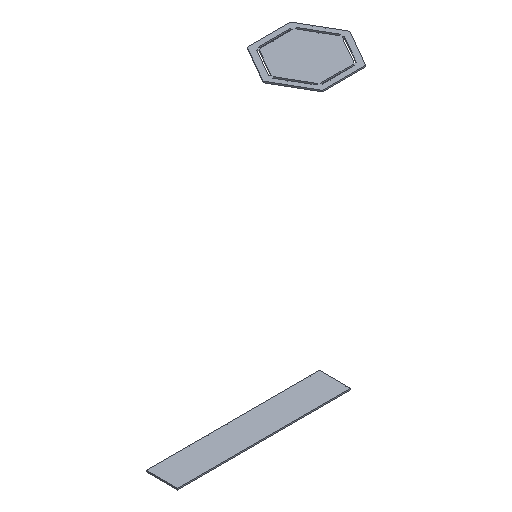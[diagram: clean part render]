
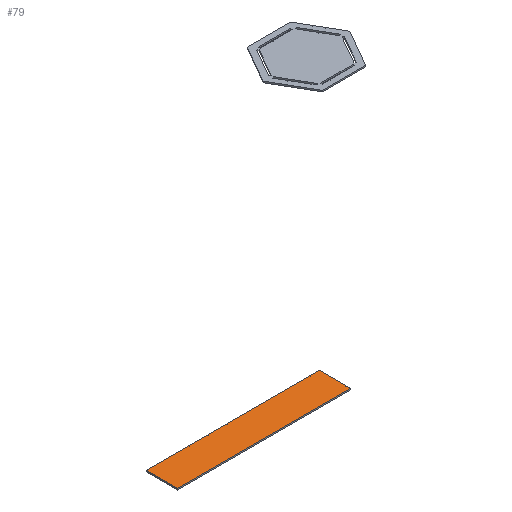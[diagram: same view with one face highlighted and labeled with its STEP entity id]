
A CAD part, isometric view. The second image highlights one B-rep face of the part: STEP entity #79.
In plain terms, the highlighted planar face has unit normal (0, 0, 1).
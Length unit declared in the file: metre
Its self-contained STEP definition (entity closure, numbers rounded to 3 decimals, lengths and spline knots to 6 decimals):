
#79 = ADVANCED_FACE( '', ( #182 ), #183, .T. );
#182 = FACE_OUTER_BOUND( '', #320, .T. );
#183 = PLANE( '', #321 );
#320 = EDGE_LOOP( '', ( #477, #478, #479, #480 ) );
#321 = AXIS2_PLACEMENT_3D( '', #481, #482, #483 );
#477 = ORIENTED_EDGE( '', *, *, #814, .F. );
#478 = ORIENTED_EDGE( '', *, *, #815, .T. );
#479 = ORIENTED_EDGE( '', *, *, #816, .T. );
#480 = ORIENTED_EDGE( '', *, *, #817, .F. );
#481 = CARTESIAN_POINT( '', ( -0.650045, -0.542979, 0.0025 ) );
#482 = DIRECTION( '', ( 0., 0., 1. ) );
#483 = DIRECTION( '', ( 1., 0., 0. ) );
#814 = EDGE_CURVE( '', #976, #977, #978, .T. );
#815 = EDGE_CURVE( '', #976, #979, #980, .T. );
#816 = EDGE_CURVE( '', #979, #981, #982, .T. );
#817 = EDGE_CURVE( '', #977, #981, #983, .T. );
#976 = VERTEX_POINT( '', #1207 );
#977 = VERTEX_POINT( '', #1208 );
#978 = LINE( '', #1209, #1210 );
#979 = VERTEX_POINT( '', #1211 );
#980 = LINE( '', #1212, #1213 );
#981 = VERTEX_POINT( '', #1214 );
#982 = LINE( '', #1215, #1216 );
#983 = LINE( '', #1217, #1218 );
#1207 = CARTESIAN_POINT( '', ( -0.810045, -0.513979, 0.0025 ) );
#1208 = CARTESIAN_POINT( '', ( -0.490045, -0.513979, 0.0025 ) );
#1209 = CARTESIAN_POINT( '', ( -0.650045, -0.513979, 0.0025 ) );
#1210 = VECTOR( '', #1465, 1. );
#1211 = CARTESIAN_POINT( '', ( -0.810045, -0.571979, 0.0025 ) );
#1212 = CARTESIAN_POINT( '', ( -0.810045, -0.542979, 0.0025 ) );
#1213 = VECTOR( '', #1466, 1. );
#1214 = CARTESIAN_POINT( '', ( -0.490045, -0.571979, 0.0025 ) );
#1215 = CARTESIAN_POINT( '', ( -0.650045, -0.571979, 0.0025 ) );
#1216 = VECTOR( '', #1467, 1. );
#1217 = CARTESIAN_POINT( '', ( -0.490045, -0.542979, 0.0025 ) );
#1218 = VECTOR( '', #1468, 1. );
#1465 = DIRECTION( '', ( 1., 0., 0. ) );
#1466 = DIRECTION( '', ( 0., -1., 0. ) );
#1467 = DIRECTION( '', ( 1., 0., 0. ) );
#1468 = DIRECTION( '', ( 0., -1., 0. ) );
